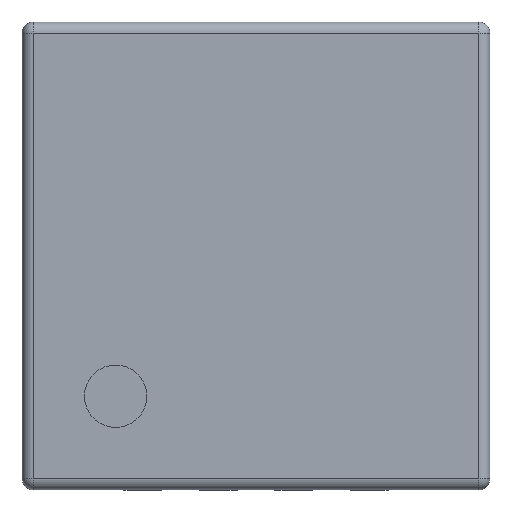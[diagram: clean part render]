
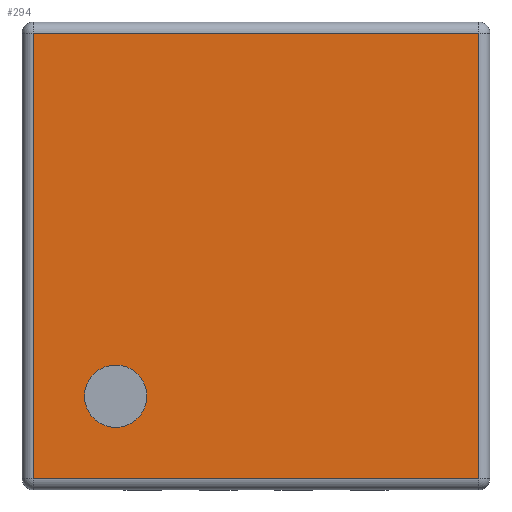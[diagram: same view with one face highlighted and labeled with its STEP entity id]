
A CAD part, top view. The second image highlights one B-rep face of the part: STEP entity #294.
In plain terms, the highlighted planar face has unit normal (0, 0, 1).
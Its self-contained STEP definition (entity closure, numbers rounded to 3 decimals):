
#294=ADVANCED_FACE('',(#1160,#1162),#1164,.T.);
#1160=FACE_BOUND('',#1161,.T.);
#1161=EDGE_LOOP('',(#1819,#1820,#1821,#1822));
#1162=FACE_BOUND('',#1163,.T.);
#1163=EDGE_LOOP('',(#1823));
#1164=PLANE('',#1165);
#1165=AXIS2_PLACEMENT_3D('',#1166,#1167,#1168);
#1166=CARTESIAN_POINT('',(0.,0.,0.8));
#1167=DIRECTION('',(0.,0.,1.));
#1168=DIRECTION('',(1.,0.,0.));
#1819=ORIENTED_EDGE('',*,*,#2286,.T.);
#1820=ORIENTED_EDGE('',*,*,#2287,.T.);
#1821=ORIENTED_EDGE('',*,*,#2288,.T.);
#1822=ORIENTED_EDGE('',*,*,#2289,.T.);
#1823=ORIENTED_EDGE('',*,*,#2285,.F.);
#2285=EDGE_CURVE('',#2554,#2554,#2555,.T.);
#2286=EDGE_CURVE('',#2556,#2557,#2558,.T.);
#2287=EDGE_CURVE('',#2557,#2559,#2560,.T.);
#2288=EDGE_CURVE('',#2559,#2561,#2562,.T.);
#2289=EDGE_CURVE('',#2561,#2556,#2563,.T.);
#2554=VERTEX_POINT('',#3056);
#2555=CIRCLE('',#3057,0.207);
#2556=VERTEX_POINT('',#3061);
#2557=VERTEX_POINT('',#3062);
#2558=LINE('',#3063,#3064);
#2559=VERTEX_POINT('',#3066);
#2560=LINE('',#3067,#3068);
#2561=VERTEX_POINT('',#3070);
#2562=LINE('',#3071,#3072);
#2563=LINE('',#3074,#3075);
#3056=CARTESIAN_POINT('',(-0.723,-0.93,0.8));
#3057=AXIS2_PLACEMENT_3D('',#3058,#3059,#3060);
#3058=CARTESIAN_POINT('',(-0.93,-0.93,0.8));
#3059=DIRECTION('',(0.,0.,1.));
#3060=DIRECTION('',(1.,0.,0.));
#3061=CARTESIAN_POINT('',(-1.475,1.475,0.8));
#3062=CARTESIAN_POINT('',(-1.475,-1.475,0.8));
#3063=CARTESIAN_POINT('',(-1.475,1.475,0.8));
#3064=VECTOR('',#3065,1.);
#3065=DIRECTION('',(0.,-1.,0.));
#3066=CARTESIAN_POINT('',(1.475,-1.475,0.8));
#3067=CARTESIAN_POINT('',(-1.475,-1.475,0.8));
#3068=VECTOR('',#3069,1.);
#3069=DIRECTION('',(1.,0.,0.));
#3070=CARTESIAN_POINT('',(1.475,1.475,0.8));
#3071=CARTESIAN_POINT('',(1.475,-1.475,0.8));
#3072=VECTOR('',#3073,1.);
#3073=DIRECTION('',(0.,1.,0.));
#3074=CARTESIAN_POINT('',(1.475,1.475,0.8));
#3075=VECTOR('',#3076,1.);
#3076=DIRECTION('',(-1.,0.,0.));
